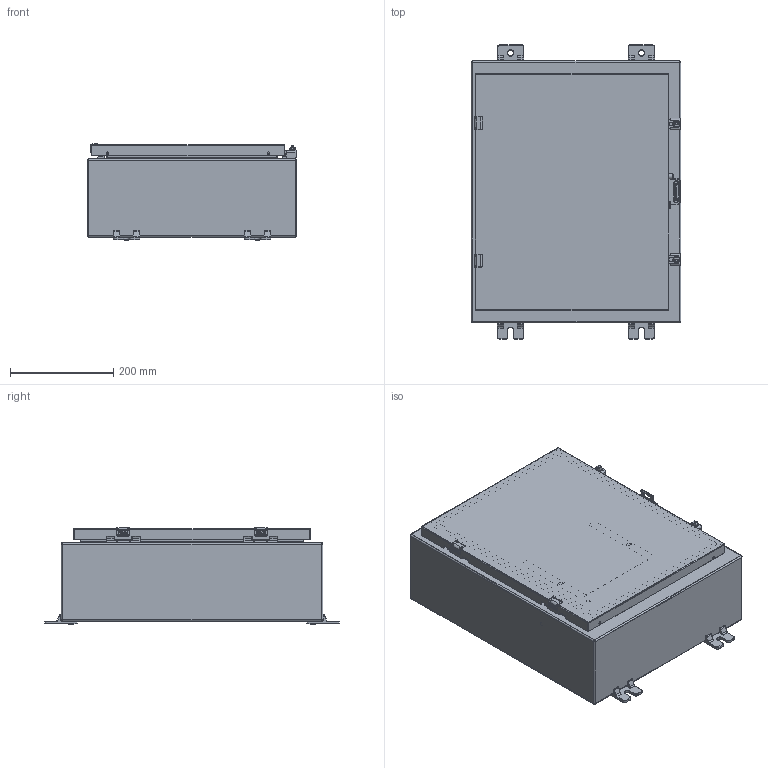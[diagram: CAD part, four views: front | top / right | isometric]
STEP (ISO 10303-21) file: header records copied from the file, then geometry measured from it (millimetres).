
FILE_DESCRIPTION (( 'STEP AP214' ), '1' );
FILE_NAME ('SCE-20H1606LP.STEP', '2023-08-03T19:19:05', ( '' ), ( '' ), 'SwSTEP 2.0', 'SolidWorks 2021', '' );
FILE_SCHEMA (( 'AUTOMOTIVE_DESIGN' ));
Length unit declared in the file: inch
Products named in the file (1): SCE-20H1606LP
Bounding box: 406.4 x 571.5 x 186.51 mm (x, y, z)
Volume: 2222510.7 mm3; surface area: 2065879.9 mm2
Topology: 38 solids, 38 shells, 1990 faces, 5004 edges, 3122 vertices
Faces by surface type: cylinder 830, plane 777, bspline 195, torus 105, cone 55, sphere 28
Full cylindrical faces by diameter (mm): 3.962 x1, 4.775 x4, 5.156 x2, 5.537 x2, 6.299 x2, 6.35 x2, 7.874 x4, 7.925 x4, 11.113 x4, 11.125 x2, 12.878 x2, 14.986 x4
Entity records: 70123 total; most frequent: CARTESIAN_POINT 22814, ORIENTED_EDGE 9826, DIRECTION 9687, EDGE_CURVE 4913, AXIS2_PLACEMENT_3D 3512, VERTEX_POINT 3114, LINE 2663, VECTOR 2663
